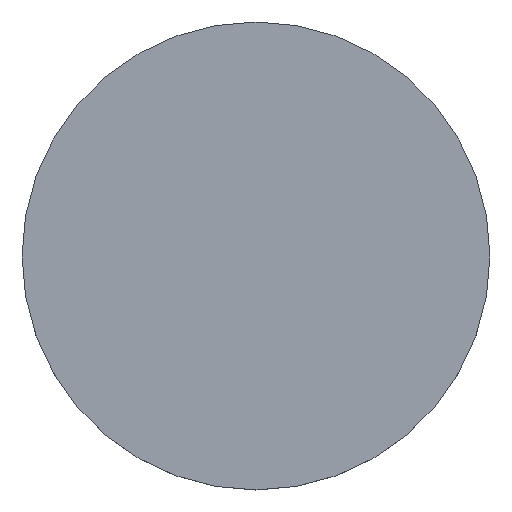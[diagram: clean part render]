
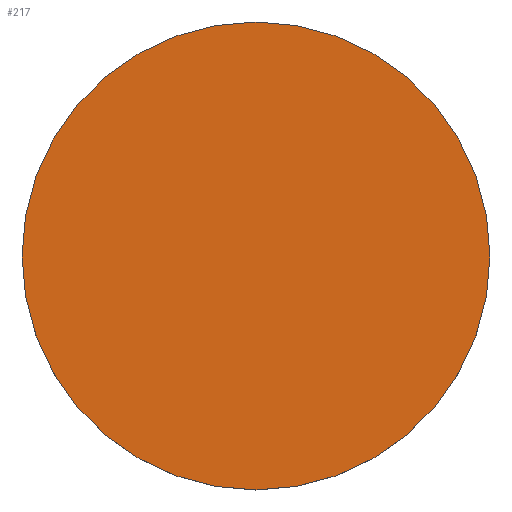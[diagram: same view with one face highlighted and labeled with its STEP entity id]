
A CAD part, top view. The second image highlights one B-rep face of the part: STEP entity #217.
In plain terms, the highlighted planar face has unit normal (0, 0, 1).
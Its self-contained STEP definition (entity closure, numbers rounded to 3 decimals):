
#6 = VERTEX_POINT ( 'NONE', #211 ) ;
#14 = DIRECTION ( 'NONE',  ( 1., 0., 0. ) ) ;
#19 = FACE_OUTER_BOUND ( 'NONE', #119, .T. ) ;
#36 = DIRECTION ( 'NONE',  ( 0., 0., 1. ) ) ;
#74 = EDGE_CURVE ( 'NONE', #271, #6, #260, .T. ) ;
#116 = DIRECTION ( 'NONE',  ( 0., 0., 1. ) ) ;
#119 = EDGE_LOOP ( 'NONE', ( #294, #187 ) ) ;
#121 = DIRECTION ( 'NONE',  ( 1., 0., 0. ) ) ;
#145 = CARTESIAN_POINT ( 'NONE',  ( 0., 0., 0. ) ) ;
#152 = AXIS2_PLACEMENT_3D ( 'NONE', #200, #36, #14 ) ;
#158 = AXIS2_PLACEMENT_3D ( 'NONE', #145, #116, #166 ) ;
#165 = EDGE_CURVE ( 'NONE', #6, #271, #265, .T. ) ;
#166 = DIRECTION ( 'NONE',  ( 1., 0., 0. ) ) ;
#176 = PLANE ( 'NONE',  #179 ) ;
#179 = AXIS2_PLACEMENT_3D ( 'NONE', #203, #229, #121 ) ;
#187 = ORIENTED_EDGE ( 'NONE', *, *, #165, .T. ) ;
#200 = CARTESIAN_POINT ( 'NONE',  ( 0., 0., 0. ) ) ;
#203 = CARTESIAN_POINT ( 'NONE',  ( 0., 0., 0. ) ) ;
#211 = CARTESIAN_POINT ( 'NONE',  ( -54., 0., 0. ) ) ;
#217 = ADVANCED_FACE ( 'NONE', ( #19 ), #176, .T. ) ;
#229 = DIRECTION ( 'NONE',  ( 0., 0., 1. ) ) ;
#260 = CIRCLE ( 'NONE', #152, 54. ) ;
#265 = CIRCLE ( 'NONE', #158, 54. ) ;
#271 = VERTEX_POINT ( 'NONE', #310 ) ;
#294 = ORIENTED_EDGE ( 'NONE', *, *, #74, .T. ) ;
#310 = CARTESIAN_POINT ( 'NONE',  ( 54., 0., 0. ) ) ;
